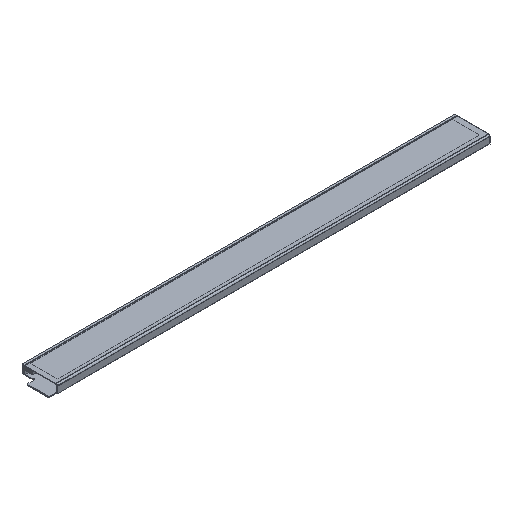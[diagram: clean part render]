
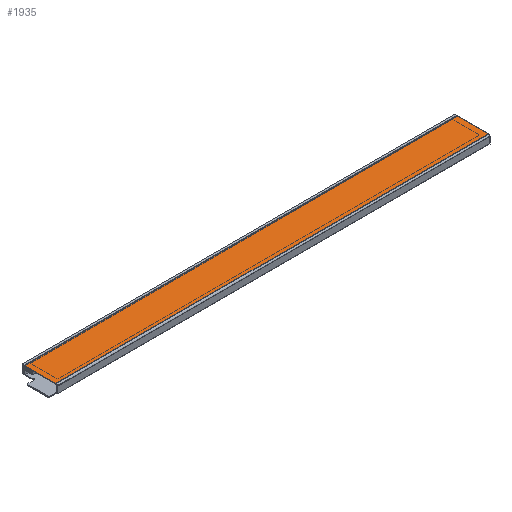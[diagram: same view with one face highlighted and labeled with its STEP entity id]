
A CAD part, isometric view. The second image highlights one B-rep face of the part: STEP entity #1935.
In plain terms, the highlighted planar face has unit normal (0, 0, 1).
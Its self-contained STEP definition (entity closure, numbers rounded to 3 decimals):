
#31 = CARTESIAN_POINT ( 'NONE',  ( -2., 0.7, 0. ) ) ;
#54 = EDGE_LOOP ( 'NONE', ( #1727, #944, #1617, #955 ) ) ;
#137 = DIRECTION ( 'NONE',  ( 0., -1., 0. ) ) ;
#167 = VECTOR ( 'NONE', #281, 1000. ) ;
#274 = CARTESIAN_POINT ( 'NONE',  ( -2., 13.4, 0. ) ) ;
#281 = DIRECTION ( 'NONE',  ( -1., 0., 0. ) ) ;
#296 = LINE ( 'NONE', #2000, #470 ) ;
#300 = VECTOR ( 'NONE', #137, 1000. ) ;
#302 = DIRECTION ( 'NONE',  ( 1., 0., 0. ) ) ;
#358 = LINE ( 'NONE', #2236, #554 ) ;
#470 = VECTOR ( 'NONE', #948, 1000. ) ;
#554 = VECTOR ( 'NONE', #302, 1000. ) ;
#711 = CARTESIAN_POINT ( 'NONE',  ( 174.8, 13.4, 0. ) ) ;
#861 = DIRECTION ( 'NONE',  ( 0., 0., -1. ) ) ;
#944 = ORIENTED_EDGE ( 'NONE', *, *, #1697, .T. ) ;
#948 = DIRECTION ( 'NONE',  ( 0., 1., 0. ) ) ;
#955 = ORIENTED_EDGE ( 'NONE', *, *, #1435, .T. ) ;
#1149 = FACE_OUTER_BOUND ( 'NONE', #54, .T. ) ;
#1219 = CARTESIAN_POINT ( 'NONE',  ( -2., 0., 0. ) ) ;
#1233 = EDGE_CURVE ( 'NONE', #1429, #1909, #1387, .T. ) ;
#1387 = LINE ( 'NONE', #274, #167 ) ;
#1403 = DIRECTION ( 'NONE',  ( -1., 0., 0. ) ) ;
#1414 = EDGE_CURVE ( 'NONE', #1642, #1543, #358, .T. ) ;
#1422 = PLANE ( 'NONE',  #1969 ) ;
#1429 = VERTEX_POINT ( 'NONE', #711 ) ;
#1434 = LINE ( 'NONE', #1219, #300 ) ;
#1435 = EDGE_CURVE ( 'NONE', #1909, #1642, #1434, .T. ) ;
#1543 = VERTEX_POINT ( 'NONE', #1619 ) ;
#1617 = ORIENTED_EDGE ( 'NONE', *, *, #1233, .T. ) ;
#1619 = CARTESIAN_POINT ( 'NONE',  ( 174.8, 0.7, 0. ) ) ;
#1642 = VERTEX_POINT ( 'NONE', #31 ) ;
#1697 = EDGE_CURVE ( 'NONE', #1543, #1429, #296, .T. ) ;
#1727 = ORIENTED_EDGE ( 'NONE', *, *, #1414, .T. ) ;
#1909 = VERTEX_POINT ( 'NONE', #2261 ) ;
#1935 = ADVANCED_FACE ( 'NONE', ( #1149 ), #1422, .F. ) ;
#1969 = AXIS2_PLACEMENT_3D ( 'NONE', #2268, #861, #1403 ) ;
#2000 = CARTESIAN_POINT ( 'NONE',  ( 174.8, 0., 0. ) ) ;
#2236 = CARTESIAN_POINT ( 'NONE',  ( -2., 0.7, 0. ) ) ;
#2261 = CARTESIAN_POINT ( 'NONE',  ( -2., 13.4, 0. ) ) ;
#2268 = CARTESIAN_POINT ( 'NONE',  ( 0., 0., 0. ) ) ;
